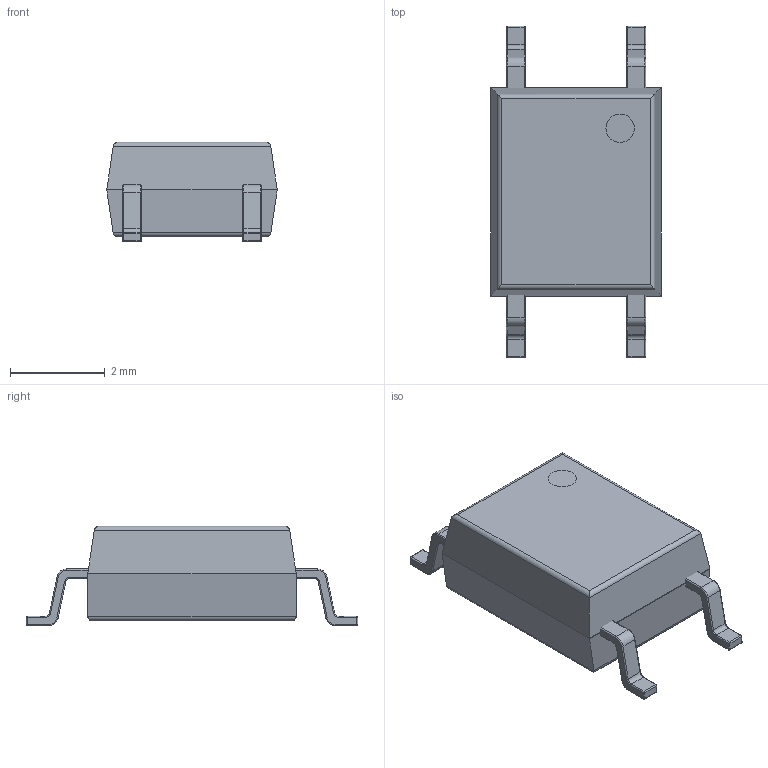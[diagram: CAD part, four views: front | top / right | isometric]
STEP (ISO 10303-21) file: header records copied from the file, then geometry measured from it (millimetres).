
FILE_DESCRIPTION (( 'STEP AP214' ), '1' );
FILE_NAME ('User Library-Mini-Flat Package (Avago).STEP', '2021-10-19T11:00:44', ( '' ), ( '' ), 'SwSTEP 2.0', 'SolidWorks 2021', '' );
FILE_SCHEMA (( 'AUTOMOTIVE_DESIGN' ));
Length unit declared in the file: centimetre
Products named in the file (4): K_X_F6rper_1; Pins_1; User Library-Mini-Flat Package (Avago); Beschriftung_1
Assembly tree (6 placements, depth 2):
  User Library-Mini-Flat Package (Avago)
    Pins_1  x4
    K_X_F6rper_1
    Beschriftung_1
Bounding box: 3.6 x 7 x 2.1 mm (x, y, z)
Volume: 30.5 mm3; surface area: 69.9 mm2
Topology: 6 solids, 6 shells, 187 faces, 438 edges, 264 vertices
Faces by surface type: cylinder 102, plane 53, bspline 32
Entity records: 2877 total; most frequent: CARTESIAN_POINT 580, ORIENTED_EDGE 312, DIRECTION 280, EDGE_CURVE 156, AXIS2_PLACEMENT_3D 100, VERTEX_POINT 96, VECTOR 80, LINE 80
